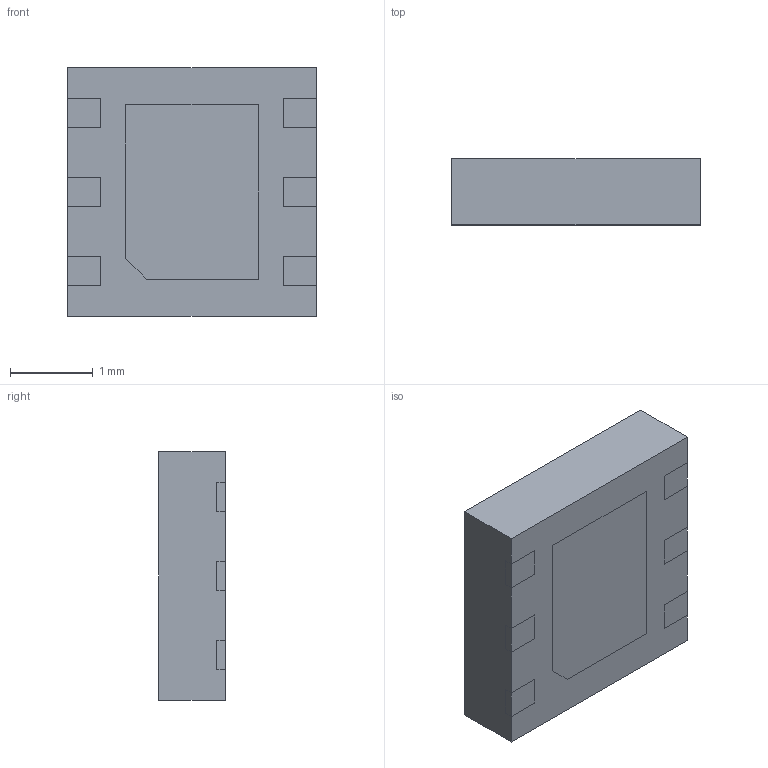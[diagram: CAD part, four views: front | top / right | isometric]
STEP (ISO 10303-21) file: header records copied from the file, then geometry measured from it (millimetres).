
FILE_DESCRIPTION (( 'STEP AP214' ), '1' );
FILE_NAME ('LMR10510YSDE_NOPB.STEP', '2021-12-03T04:51:27', ( '' ), ( '' ), 'SwSTEP 2.0', 'SolidWorks 2017', '' );
FILE_SCHEMA (( 'AUTOMOTIVE_DESIGN' ));
Length unit declared in the file: millimetre
Products named in the file (1): LMR10510YSDE_NOPB
Bounding box: 3 x 0.8 x 3 mm (x, y, z)
Volume: 7.2 mm3; surface area: 39.3 mm2
Topology: 11 solids, 11 shells, 106 faces, 240 edges, 160 vertices
Faces by surface type: plane 104, cylinder 2
Full cylindrical faces by diameter (mm): 0.2 x2
Entity records: 3022 total; most frequent: CARTESIAN_POINT 505, ORIENTED_EDGE 476, DIRECTION 456, EDGE_CURVE 238, LINE 234, VECTOR 234, VERTEX_POINT 160, EDGE_LOOP 112
